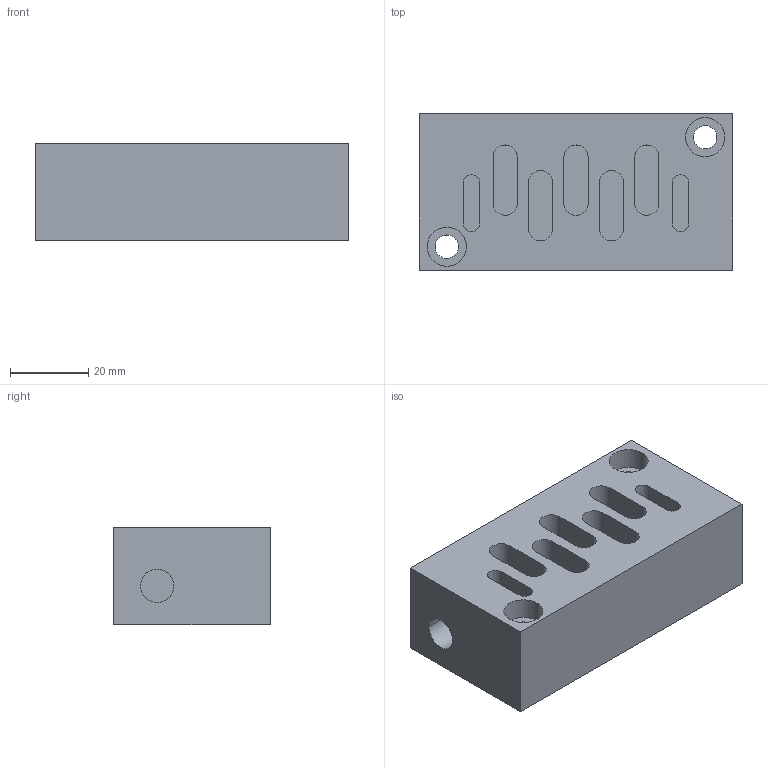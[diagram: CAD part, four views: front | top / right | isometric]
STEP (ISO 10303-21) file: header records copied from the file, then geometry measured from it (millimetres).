
FILE_DESCRIPTION((''),'2;1');
FILE_NAME('00_085_2.stp','2003-01-03T03:37:43',('Branislav Petkovic'),('AZ Pneumatica'),'AutoCAD STEP 2000i','AutoCAD 2000i','Via J. F. Kennedy, 26, 20020 Misinto (MI), ITALY');
FILE_SCHEMA(('CONFIG_CONTROL_DESIGN'));
Length unit declared in the file: millimetre
Products named in the file (2): 00_085_2; PART1
Assembly tree (1 placements, depth 2):
  00_085_2
    PART1
Bounding box: 80 x 40 x 25 mm (x, y, z)
Surface area: 18338.8 mm2 (no closed solid volume)
Topology: 0 solids, 5 shells, 70 faces, 150 edges, 100 vertices
Faces by surface type: plane 38, cylinder 32
Entity records: 2023 total; most frequent: DIRECTION 358, CARTESIAN_POINT 322, ORIENTED_EDGE 300, EDGE_CURVE 150, AXIS2_PLACEMENT_3D 136, VERTEX_POINT 100, VECTOR 86, LINE 86
